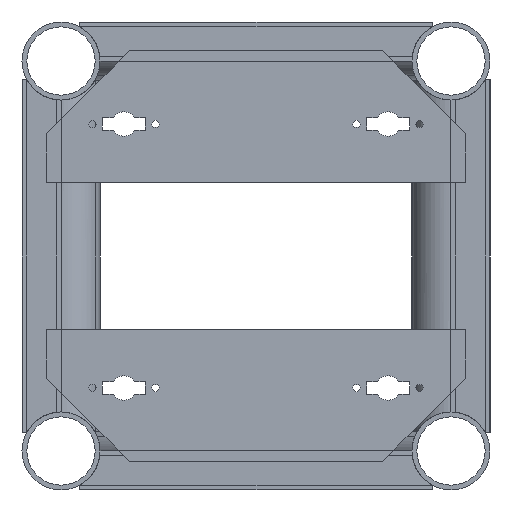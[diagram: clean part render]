
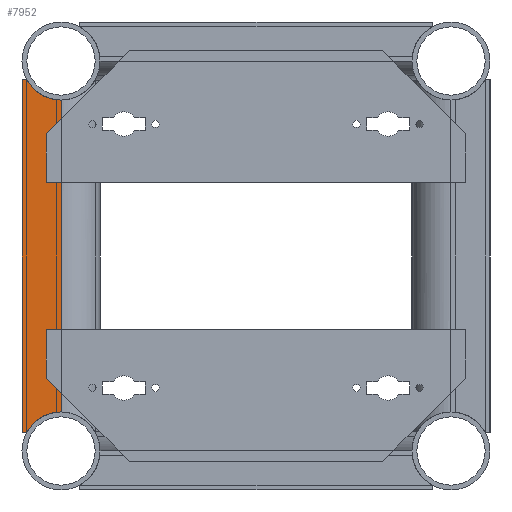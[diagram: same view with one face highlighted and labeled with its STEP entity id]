
A CAD part, left-side view. The second image highlights one B-rep face of the part: STEP entity #7952.
In plain terms, the highlighted planar face has unit normal (-1, 0, 0).
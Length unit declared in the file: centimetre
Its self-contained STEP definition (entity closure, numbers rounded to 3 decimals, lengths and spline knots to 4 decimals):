
#102=CIRCLE('',#8505,1.);
#107=CIRCLE('',#8512,1.);
#292=PLANE('',#8519);
#601=LINE('',#13128,#1201);
#607=LINE('',#13148,#1207);
#618=LINE('',#13176,#1218);
#619=LINE('',#13177,#1219);
#1201=VECTOR('',#9410,1.);
#1207=VECTOR('',#9428,1.);
#1218=VECTOR('',#9459,1.);
#1219=VECTOR('',#9460,1.);
#1930=FACE_OUTER_BOUND('',#2374,.T.);
#2374=EDGE_LOOP('',(#5442,#5443,#5444,#5445,#5446,#5447));
#3225=VERTEX_POINT('',#13125);
#3226=VERTEX_POINT('',#13127);
#3228=VERTEX_POINT('',#13133);
#3232=VERTEX_POINT('',#13144);
#3234=VERTEX_POINT('',#13147);
#3239=VERTEX_POINT('',#13159);
#4053=EDGE_CURVE('',#3226,#3225,#601,.T.);
#4056=EDGE_CURVE('',#3226,#3228,#102,.T.);
#4063=EDGE_CURVE('',#3234,#3232,#607,.T.);
#4070=EDGE_CURVE('',#3239,#3232,#107,.T.);
#4078=EDGE_CURVE('',#3225,#3234,#618,.T.);
#4079=EDGE_CURVE('',#3228,#3239,#619,.T.);
#5442=ORIENTED_EDGE('',*,*,#4053,.T.);
#5443=ORIENTED_EDGE('',*,*,#4078,.T.);
#5444=ORIENTED_EDGE('',*,*,#4063,.T.);
#5445=ORIENTED_EDGE('',*,*,#4070,.F.);
#5446=ORIENTED_EDGE('',*,*,#4079,.F.);
#5447=ORIENTED_EDGE('',*,*,#4056,.F.);
#7952=ADVANCED_FACE('',(#1930),#292,.T.);
#8505=AXIS2_PLACEMENT_3D('',#13134,#9415,#9416);
#8512=AXIS2_PLACEMENT_3D('',#13161,#9438,#9439);
#8519=AXIS2_PLACEMENT_3D('',#13175,#9457,#9458);
#9410=DIRECTION('',(0.,1.,0.));
#9415=DIRECTION('center_axis',(-1.,0.,0.));
#9416=DIRECTION('ref_axis',(0.,0.,
1.));
#9428=DIRECTION('',(0.,-1.,0.));
#9438=DIRECTION('center_axis',(-1.,0.,0.));
#9439=DIRECTION('ref_axis',(0.,0.,
1.));
#9457=DIRECTION('center_axis',(-1.,0.,0.));
#9458=DIRECTION('ref_axis',(0.,0.,
-1.));
#9459=DIRECTION('',(0.,0.,-1.));
#9460=DIRECTION('',(0.,0.,-1.));
#13125=CARTESIAN_POINT('',(166.8771,363.9312,9.0318));
#13127=CARTESIAN_POINT('',(166.8771,363.8062,9.0318));
#13128=CARTESIAN_POINT('',(166.8771,363.6812,9.0318));
#13133=CARTESIAN_POINT('',(166.8771,362.9312,8.5159));
#13134=CARTESIAN_POINT('Origin',(166.8771,362.9312,9.5159));
#13144=CARTESIAN_POINT('',(166.8771,363.8062,0.));
#13147=CARTESIAN_POINT('',(166.8771,363.9312,0.));
#13148=CARTESIAN_POINT('',(166.8771,363.6812,0.));
#13159=CARTESIAN_POINT('',(166.8771,362.9312,0.5159));
#13161=CARTESIAN_POINT('Origin',(166.8771,362.9312,-0.4841));
#13175=CARTESIAN_POINT('Origin',(166.8771,363.9312,11.3938));
#13176=CARTESIAN_POINT('',(166.8771,363.9312,11.3938));
#13177=CARTESIAN_POINT('',(166.8771,362.9312,11.3938));
